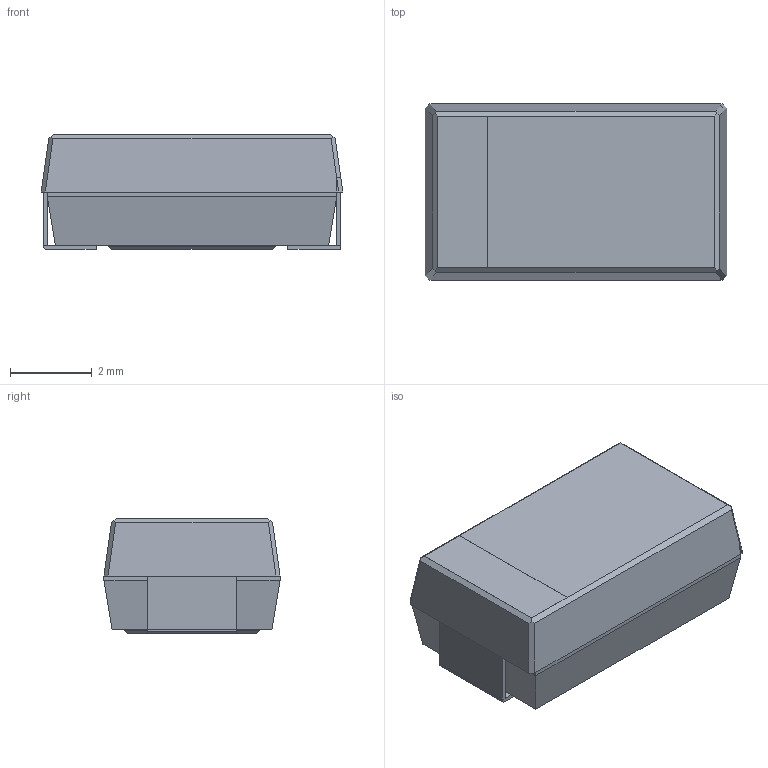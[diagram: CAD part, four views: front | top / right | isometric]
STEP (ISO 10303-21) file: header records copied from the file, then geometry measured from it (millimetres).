
FILE_DESCRIPTION(('for SolidWorks'),'2;1');
FILE_NAME('tc_2917.step', '2016-05-24T21:41:14',('Alex'),(''),'Open CASCADE STEP processor 6.6', 'DipTrace','Unknown');
FILE_SCHEMA(('AUTOMOTIVE_DESIGN { 1 0 10303 214 1 1 1 1 }'));
Length unit declared in the file: millimetre
Products named in the file (1): TC_2917
Bounding box: 7.4 x 4.32 x 2.82 mm (x, y, z)
Volume: 81.6 mm3; surface area: 130.2 mm2
Topology: 1 solids, 1 shells, 65 faces, 162 edges, 96 vertices
Faces by surface type: plane 65
Entity records: 2324 total; most frequent: CARTESIAN_POINT 324, ORIENTED_EDGE 324, DIRECTION 294, EDGE_CURVE 162, LINE 162, VECTOR 162, VERTEX_POINT 96, AXIS2_PLACEMENT_3D 66
